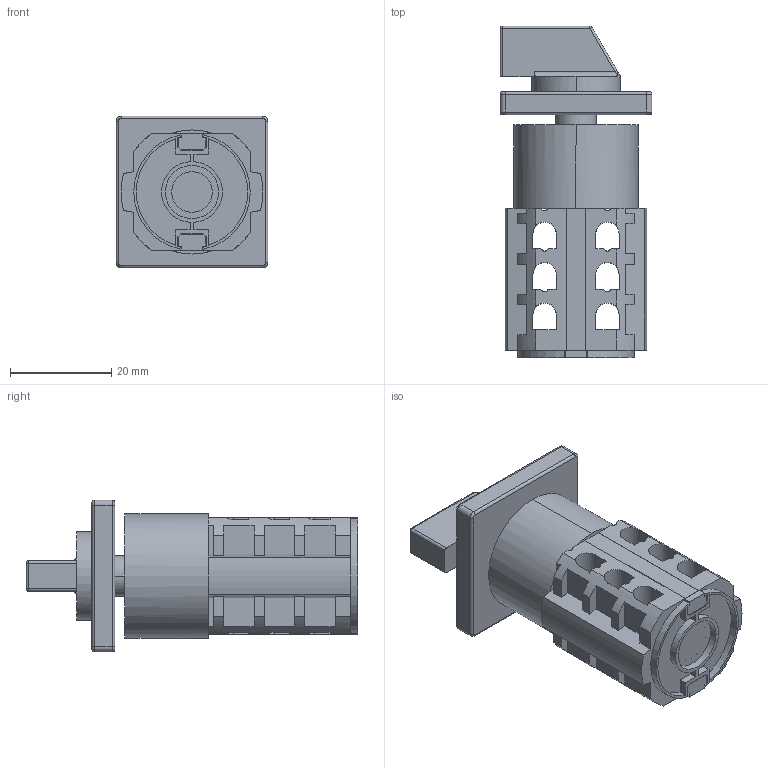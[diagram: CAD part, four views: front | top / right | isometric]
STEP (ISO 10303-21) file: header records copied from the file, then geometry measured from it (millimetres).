
FILE_DESCRIPTION((''),'2;1');
FILE_NAME('ASM0002_ASM','2024-12-13T',('sipei.wu'),(''),'PRO/ENGINEER BY PARAMETRIC TECHNOLOGY CORPORATION, 2015440','PRO/ENGINEER BY PARAMETRIC TECHNOLOGY CORPORATION, 2015440','');
FILE_SCHEMA(('CONFIG_CONTROL_DESIGN'));
Length unit declared in the file: millimetre
Products named in the file (3): PRT0001; SB; ASM0002_ASM
Assembly tree (2 placements, depth 2):
  ASM0002_ASM
    PRT0001
    SB
Bounding box: 30 x 65.5 x 30 mm (x, y, z)
Volume: 23730.1 mm3; surface area: 13252.5 mm2
Topology: 2 solids, 2 shells, 283 faces, 857 edges, 560 vertices
Faces by surface type: plane 203, cylinder 60, bspline 10, extrusion 6, sphere 4
Entity records: 10170 total; most frequent: CARTESIAN_POINT 2283, ORIENTED_EDGE 1714, DIRECTION 1575, EDGE_CURVE 857, VECTOR 601, LINE 595, VERTEX_POINT 560, AXIS2_PLACEMENT_3D 487
